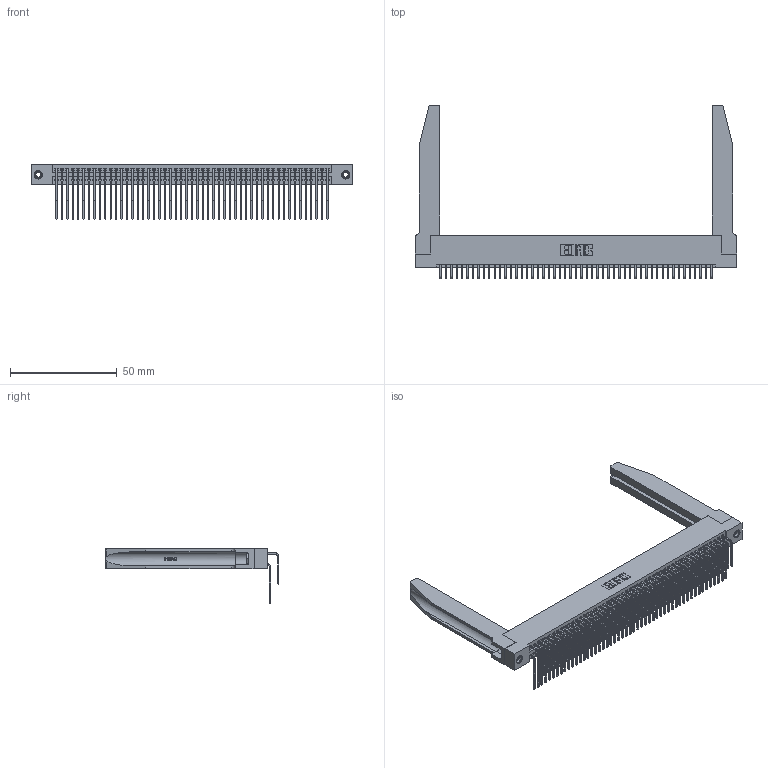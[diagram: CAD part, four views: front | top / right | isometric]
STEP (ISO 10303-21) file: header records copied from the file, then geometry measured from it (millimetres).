
FILE_DESCRIPTION (( 'STEP AP203' ), '1' );
FILE_NAME ('345-102-559-278.STEP', '2019-11-03T09:30:27', ( '' ), ( '' ), 'SwSTEP 2.0', 'SolidWorks 2016', '' );
FILE_SCHEMA (( 'CONFIG_CONTROL_DESIGN' ));
Length unit declared in the file: inch
Products named in the file (6): 345-220-078_345-220-078; 345-292-001_558 559 Tail - 1; 345-292-001_559 Tail - 2; 345-250-001_345-250-001-102; 345 Part_Flush Mounting Lugs - 0.156 Dia-TH; 345-102-559-278
Assembly tree (107 placements, depth 2):
  345-102-559-278
    345 Part_Flush Mounting Lugs - 0.156 Dia-TH
    345-292-001_558 559 Tail - 1  x51
    345-292-001_559 Tail - 2  x51
    345-250-001_345-250-001-102  x2
    345-220-078_345-220-078  x2
Bounding box: 150.77 x 81.52 x 25.53 mm (x, y, z)
Volume: 23088.8 mm3; surface area: 32422.7 mm2
Topology: 107 solids, 107 shells, 5664 faces, 16759 edges, 11026 vertices
Faces by surface type: plane 3792, cylinder 1820, bspline 36, cone 12, torus 4
Entity records: 45196 total; most frequent: CARTESIAN_POINT 8530, ORIENTED_EDGE 7310, DIRECTION 6477, EDGE_CURVE 3655, VECTOR 3185, LINE 3185, VERTEX_POINT 2428, AXIS2_PLACEMENT_3D 1646
